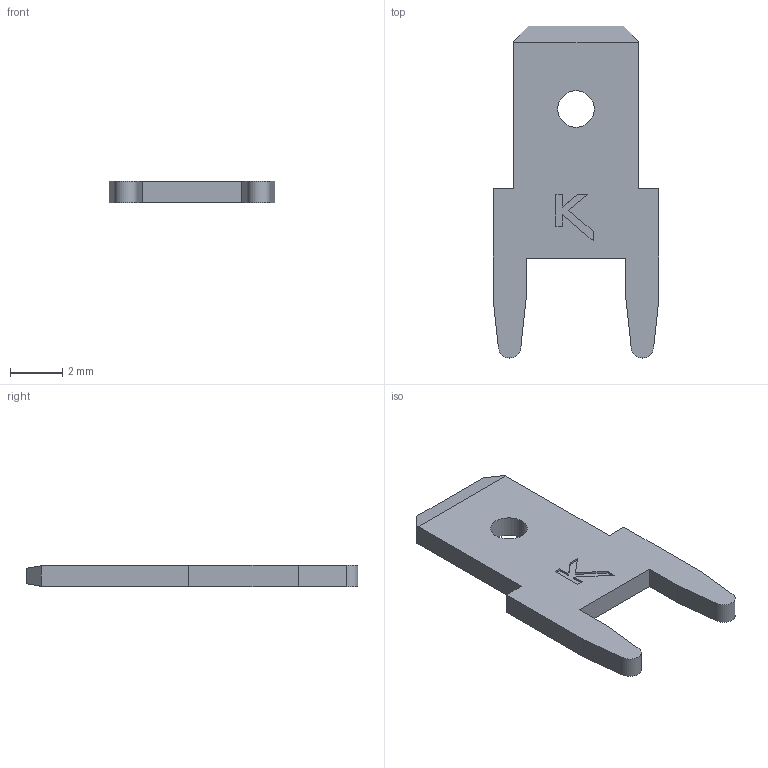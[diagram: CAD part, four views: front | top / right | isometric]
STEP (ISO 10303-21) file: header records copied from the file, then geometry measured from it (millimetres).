
FILE_DESCRIPTION (( 'STEP AP214' ), '1' );
FILE_NAME ('1212_rev.C.STEP', '2012-08-21T14:01:27', ( 'Richard Maletta' ), ( '' ), 'SwSTEP 2.0', 'SolidWorks 2009', '' );
FILE_SCHEMA (( 'AUTOMOTIVE_DESIGN' ));
Length unit declared in the file: inch
Products named in the file (1): 1212_rev.C
Bounding box: 6.35 x 12.7 x 0.81 mm (x, y, z)
Volume: 42.8 mm3; surface area: 144.7 mm2
Topology: 1 solids, 1 shells, 36 faces, 99 edges, 66 vertices
Faces by surface type: plane 32, cylinder 4
Entity records: 1175 total; most frequent: CARTESIAN_POINT 202, ORIENTED_EDGE 198, DIRECTION 181, EDGE_CURVE 99, LINE 91, VECTOR 91, VERTEX_POINT 66, AXIS2_PLACEMENT_3D 45
